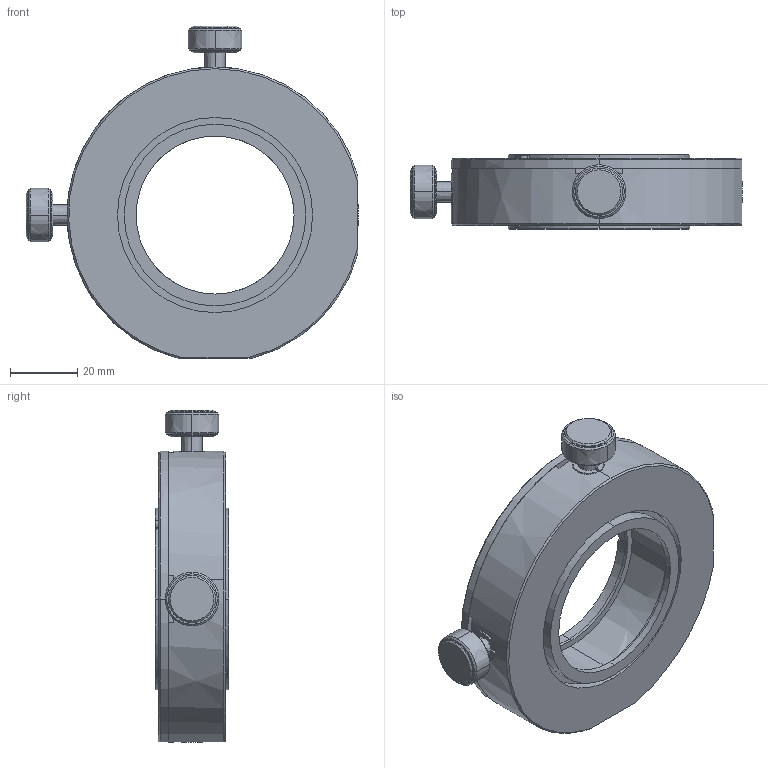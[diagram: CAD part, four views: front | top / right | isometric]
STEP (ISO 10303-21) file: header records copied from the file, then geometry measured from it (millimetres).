
FILE_DESCRIPTION (( 'STEP AP203' ), '1' );
FILE_NAME ('Web Model 62957_62957.step', '2021-05-04T16:32:13', ( '' ), ( '' ), 'SwSTEP 2.0', 'SolidWorks 2018', '' );
FILE_SCHEMA (( 'CONFIG_CONTROL_DESIGN' ));
Products named in the file (1): Web Model 62957_62957
Bounding box: 98.7 x 22 x 98.7 mm (x, y, z)
Surface area: 50331.8 mm2 (no closed solid volume)
Topology: 0 solids, 29 shells, 1267 faces, 2959 edges, 1762 vertices
Faces by surface type: bspline 1267
Entity records: 138020 total; most frequent: CARTESIAN_POINT 113300, ORIENTED_EDGE 5882, DIRECTION 4121, EDGE_CURVE 2951, VERTEX_POINT 1762, AXIS2_PLACEMENT_3D 1471, CIRCLE 1470, EDGE_LOOP 1341
